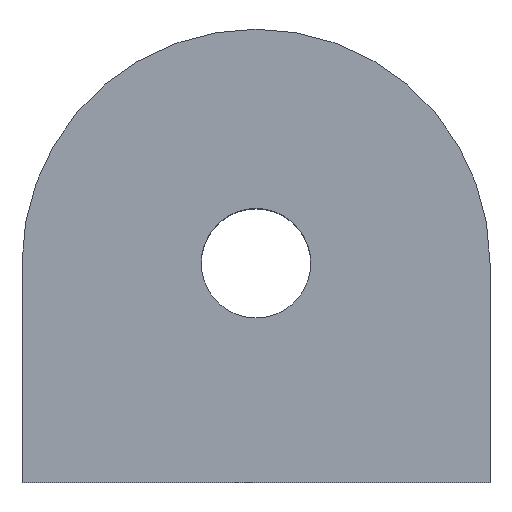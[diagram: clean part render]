
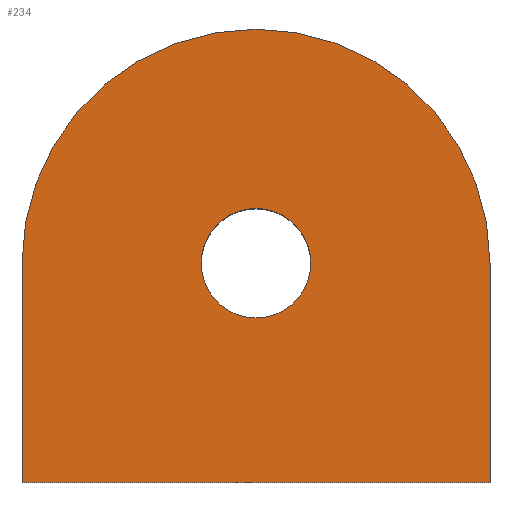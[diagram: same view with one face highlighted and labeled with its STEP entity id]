
A CAD part, top view. The second image highlights one B-rep face of the part: STEP entity #234.
In plain terms, the highlighted planar face has unit normal (0, 0, 1).
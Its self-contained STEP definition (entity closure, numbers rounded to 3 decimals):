
#17=FACE_BOUND('',#51,.T.);
#24=PLANE('',#273);
#36=FACE_OUTER_BOUND('',#50,.T.);
#50=EDGE_LOOP('',(#185,#186,#187,#188));
#51=EDGE_LOOP('',(#189));
#64=LINE('',#364,#86);
#69=LINE('',#378,#91);
#72=LINE('',#383,#94);
#86=VECTOR('',#297,10.);
#91=VECTOR('',#310,10.);
#94=VECTOR('',#315,10.);
#108=CIRCLE('',#266,5.5);
#109=CIRCLE('',#269,23.5);
#116=VERTEX_POINT('',#358);
#117=VERTEX_POINT('',#362);
#118=VERTEX_POINT('',#363);
#121=VERTEX_POINT('',#371);
#123=VERTEX_POINT('',#377);
#137=EDGE_CURVE('',#116,#116,#108,.T.);
#138=EDGE_CURVE('',#117,#118,#64,.T.);
#142=EDGE_CURVE('',#118,#121,#109,.T.);
#145=EDGE_CURVE('',#121,#123,#69,.T.);
#148=EDGE_CURVE('',#123,#117,#72,.T.);
#185=ORIENTED_EDGE('',*,*,#148,.T.);
#186=ORIENTED_EDGE('',*,*,#138,.T.);
#187=ORIENTED_EDGE('',*,*,#142,.T.);
#188=ORIENTED_EDGE('',*,*,#145,.T.);
#189=ORIENTED_EDGE('',*,*,#137,.T.);
#234=ADVANCED_FACE('',(#36,#17),#24,.T.);
#266=AXIS2_PLACEMENT_3D('',#360,#293,#294);
#269=AXIS2_PLACEMENT_3D('',#372,#303,#304);
#273=AXIS2_PLACEMENT_3D('',#385,#317,#318);
#293=DIRECTION('center_axis',(0.,0.,-1.));
#294=DIRECTION('ref_axis',(-1.,0.,0.));
#297=DIRECTION('',(0.,1.,0.));
#303=DIRECTION('center_axis',(0.,0.,1.));
#304=DIRECTION('ref_axis',(1.,0.,0.));
#310=DIRECTION('',(0.,-1.,0.));
#315=DIRECTION('',(1.,0.,0.));
#317=DIRECTION('center_axis',(0.,0.,1.));
#318=DIRECTION('ref_axis',(1.,0.,0.));
#358=CARTESIAN_POINT('',(5.5,0.,0.));
#360=CARTESIAN_POINT('Origin',(0.,0.,0.));
#362=CARTESIAN_POINT('',(23.5,-22.,0.));
#363=CARTESIAN_POINT('',(23.5,0.,0.));
#364=CARTESIAN_POINT('',(23.5,-22.,0.));
#371=CARTESIAN_POINT('',(-23.5,0.,0.));
#372=CARTESIAN_POINT('Origin',(0.,0.,0.));
#377=CARTESIAN_POINT('',(-23.5,-22.,0.));
#378=CARTESIAN_POINT('',(-23.5,0.,0.));
#383=CARTESIAN_POINT('',(-23.5,-22.,0.));
#385=CARTESIAN_POINT('Origin',(0.,0.75,0.));
